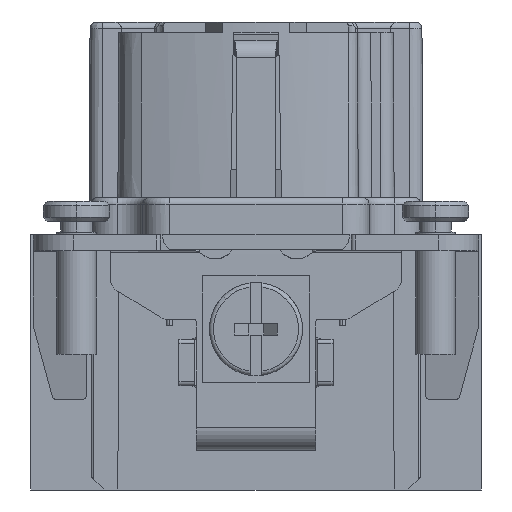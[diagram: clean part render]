
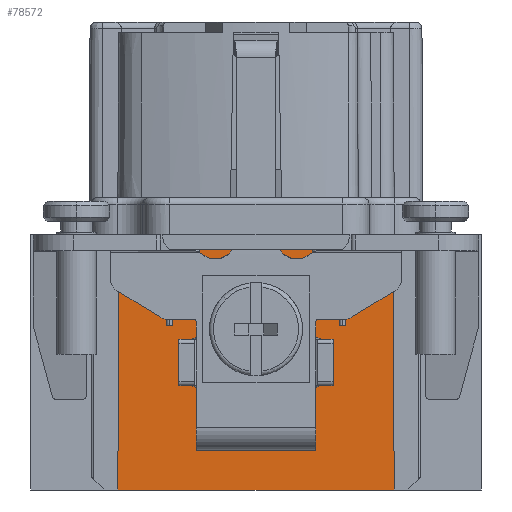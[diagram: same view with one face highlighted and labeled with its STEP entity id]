
A CAD part, front view. The second image highlights one B-rep face of the part: STEP entity #78572.
In plain terms, the highlighted planar face has unit normal (0, -1, 0).
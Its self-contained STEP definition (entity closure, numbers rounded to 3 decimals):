
#1350=DIRECTION('',(-1.,0.,0.));
#1351=VECTOR('',#1350,3.557);
#1352=CARTESIAN_POINT('',(10.3,-43.85,-3.8));
#1353=LINE('',#1352,#1351);
#1364=DIRECTION('',(-1.,0.,0.));
#1365=VECTOR('',#1364,3.757);
#1366=CARTESIAN_POINT('',(6.257,-43.85,-3.8));
#1367=LINE('',#1366,#1365);
#1390=DIRECTION('',(-1.,0.,0.));
#1391=VECTOR('',#1390,3.757);
#1392=CARTESIAN_POINT('',(-2.5,-43.85,-3.8));
#1393=LINE('',#1392,#1391);
#1404=DIRECTION('',(-1.,0.,0.));
#1405=VECTOR('',#1404,3.557);
#1406=CARTESIAN_POINT('',(-6.743,-43.85,-3.8));
#1407=LINE('',#1406,#1405);
#1973=DIRECTION('',(0.,0.,1.));
#1974=VECTOR('',#1973,1.2);
#1975=CARTESIAN_POINT('',(-4.5,-43.85,-18.9));
#1976=LINE('',#1975,#1974);
#1995=DIRECTION('',(1.,0.,0.));
#1996=VECTOR('',#1995,9.);
#1997=CARTESIAN_POINT('',(-4.5,-43.85,-17.7));
#1998=LINE('',#1997,#1996);
#1999=DIRECTION('',(0.,0.,-1.));
#2000=VECTOR('',#1999,1.2);
#2001=CARTESIAN_POINT('',(4.5,-43.85,-17.7));
#2002=LINE('',#2001,#2000);
#2021=DIRECTION('',(1.,0.,0.));
#2022=VECTOR('',#2021,9.);
#2023=CARTESIAN_POINT('',(-4.5,-43.85,-18.9));
#2024=LINE('',#2023,#2022);
#24305=DIRECTION('',(-1.,0.,0.));
#24306=VECTOR('',#24305,20.79);
#24307=CARTESIAN_POINT('',(10.395,-43.85,-21.9));
#24308=LINE('',#24307,#24306);
#35193=DIRECTION('',(0.,0.,1.));
#35194=VECTOR('',#35193,0.9);
#35195=CARTESIAN_POINT('',(2.5,-43.85,-3.8));
#35196=LINE('',#35195,#35194);
#35201=DIRECTION('',(-1.,0.,0.));
#35202=VECTOR('',#35201,5.);
#35203=CARTESIAN_POINT('',(2.5,-43.85,-2.9));
#35204=LINE('',#35203,#35202);
#35717=DIRECTION('',(0.,0.,1.));
#35718=VECTOR('',#35717,0.9);
#35719=CARTESIAN_POINT('',(-2.5,-43.85,-3.8));
#35720=LINE('',#35719,#35718);
#38319=DIRECTION('',(0.005,0.,-1.));
#38320=VECTOR('',#38319,18.1);
#38321=CARTESIAN_POINT('',(10.3,-43.85,-3.8));
#38322=LINE('',#38321,#38320);
#38327=DIRECTION('',(-0.005,0.,-1.));
#38328=VECTOR('',#38327,18.1);
#38329=CARTESIAN_POINT('',(-10.3,-43.85,-3.8));
#38330=LINE('',#38329,#38328);
#54622=CARTESIAN_POINT('',(-6.703,-43.85,-9.5));
#54623=CARTESIAN_POINT('',(-6.718,-43.85,-7.6));
#54624=CARTESIAN_POINT('',(-6.731,-43.85,-5.7));
#54625=CARTESIAN_POINT('',(-6.743,-43.85,-3.8));
#54658=CARTESIAN_POINT('',(-6.297,-43.85,-9.5));
#54659=CARTESIAN_POINT('',(-6.282,-43.85,-7.6));
#54660=CARTESIAN_POINT('',(-6.269,-43.85,-5.7));
#54661=CARTESIAN_POINT('',(-6.257,-43.85,-3.8));
#54670=DIRECTION('',(-1.,0.,0.));
#54671=VECTOR('',#54670,0.407);
#54672=CARTESIAN_POINT('',(-6.297,-43.85,-9.5));
#54673=LINE('',#54672,#54671);
#54688=CARTESIAN_POINT('',(6.297,-43.85,-9.5));
#54689=CARTESIAN_POINT('',(6.282,-43.85,-7.6));
#54690=CARTESIAN_POINT('',(6.269,-43.85,-5.7));
#54691=CARTESIAN_POINT('',(6.257,-43.85,-3.8));
#54724=CARTESIAN_POINT('',(6.703,-43.85,-9.5));
#54725=CARTESIAN_POINT('',(6.718,-43.85,-7.6));
#54726=CARTESIAN_POINT('',(6.731,-43.85,-5.7));
#54727=CARTESIAN_POINT('',(6.743,-43.85,-3.8));
#54736=DIRECTION('',(-1.,0.,0.));
#54737=VECTOR('',#54736,0.407);
#54738=CARTESIAN_POINT('',(6.703,-43.85,-9.5));
#54739=LINE('',#54738,#54737);
#54764=CARTESIAN_POINT('',(0.,-43.85,-9.8));
#54765=DIRECTION('',(0.,1.,0.));
#54766=DIRECTION('',(1.,0.,0.));
#54767=AXIS2_PLACEMENT_3D('',#54764,#54765,#54766);
#54823=CARTESIAN_POINT('',(0.,-43.85,-9.8));
#54824=DIRECTION('',(0.,1.,0.));
#54825=DIRECTION('',(-1.,0.,0.));
#54826=AXIS2_PLACEMENT_3D('',#54823,#54824,#54825);
#62964=CARTESIAN_POINT('',(-10.3,-43.85,-3.8));
#62965=CARTESIAN_POINT('',(-10.395,-43.85,-21.9));
#62966=VERTEX_POINT('',#62964);
#62967=VERTEX_POINT('',#62965);
#62968=CARTESIAN_POINT('',(10.3,-43.85,-3.8));
#62969=CARTESIAN_POINT('',(6.743,-43.85,-3.8));
#62970=VERTEX_POINT('',#62968);
#62971=VERTEX_POINT('',#62969);
#62972=CARTESIAN_POINT('',(6.257,-43.85,-3.8));
#62973=CARTESIAN_POINT('',(2.5,-43.85,-3.8));
#62974=VERTEX_POINT('',#62972);
#62975=VERTEX_POINT('',#62973);
#62976=CARTESIAN_POINT('',(-2.5,-43.85,-3.8));
#62977=CARTESIAN_POINT('',(-6.257,-43.85,-3.8));
#62978=VERTEX_POINT('',#62976);
#62979=VERTEX_POINT('',#62977);
#62980=CARTESIAN_POINT('',(-6.743,-43.85,-3.8));
#62981=VERTEX_POINT('',#62980);
#62983=CARTESIAN_POINT('',(2.5,-43.85,-2.9));
#62985=VERTEX_POINT('',#62983);
#62988=CARTESIAN_POINT('',(-2.5,-43.85,-2.9));
#62989=VERTEX_POINT('',#62988);
#62990=VERTEX_POINT('',#54688);
#62991=VERTEX_POINT('',#54724);
#62992=VERTEX_POINT('',#54658);
#62993=VERTEX_POINT('',#54622);
#62994=CARTESIAN_POINT('',(10.395,-43.85,-21.9));
#62995=VERTEX_POINT('',#62994);
#63012=CARTESIAN_POINT('',(4.5,-43.85,-17.7));
#63013=CARTESIAN_POINT('',(4.5,-43.85,-18.9));
#63014=VERTEX_POINT('',#63012);
#63015=VERTEX_POINT('',#63013);
#63016=CARTESIAN_POINT('',(-4.5,-43.85,-18.9));
#63017=CARTESIAN_POINT('',(-4.5,-43.85,-17.7));
#63018=VERTEX_POINT('',#63016);
#63019=VERTEX_POINT('',#63017);
#63044=CARTESIAN_POINT('',(2.,-43.85,-9.8));
#63045=CARTESIAN_POINT('',(-2.,-43.85,-9.8));
#63046=VERTEX_POINT('',#63044);
#63047=VERTEX_POINT('',#63045);
#78521=CARTESIAN_POINT('',(16.95,-43.85,-14.8));
#78522=DIRECTION('',(0.,1.,0.));
#78523=DIRECTION('',(-1.,0.,0.));
#78524=AXIS2_PLACEMENT_3D('',#78521,#78522,#78523);
#78525=PLANE('',#78524);
#78527=ORIENTED_EDGE('',*,*,#78526,.F.);
#78528=ORIENTED_EDGE('',*,*,#78502,.F.);
#78530=ORIENTED_EDGE('',*,*,#78529,.F.);
#78532=ORIENTED_EDGE('',*,*,#78531,.F.);
#78534=ORIENTED_EDGE('',*,*,#78533,.T.);
#78535=ORIENTED_EDGE('',*,*,#78492,.F.);
#78537=ORIENTED_EDGE('',*,*,#78536,.T.);
#78539=ORIENTED_EDGE('',*,*,#78538,.F.);
#78541=ORIENTED_EDGE('',*,*,#78540,.F.);
#78542=ORIENTED_EDGE('',*,*,#78479,.F.);
#78544=ORIENTED_EDGE('',*,*,#78543,.F.);
#78546=ORIENTED_EDGE('',*,*,#78545,.F.);
#78548=ORIENTED_EDGE('',*,*,#78547,.T.);
#78549=ORIENTED_EDGE('',*,*,#78469,.F.);
#78551=ORIENTED_EDGE('',*,*,#78550,.T.);
#78553=ORIENTED_EDGE('',*,*,#78552,.T.);
#78554=EDGE_LOOP('',(#78527,#78528,#78530,#78532,#78534,#78535,#78537,#78539,
#78541,#78542,#78544,#78546,#78548,#78549,#78551,#78553));
#78555=FACE_OUTER_BOUND('',#78554,.F.);
#78557=ORIENTED_EDGE('',*,*,#78556,.F.);
#78559=ORIENTED_EDGE('',*,*,#78558,.F.);
#78560=EDGE_LOOP('',(#78557,#78559));
#78561=FACE_BOUND('',#78560,.F.);
#78563=ORIENTED_EDGE('',*,*,#78562,.F.);
#78565=ORIENTED_EDGE('',*,*,#78564,.F.);
#78567=ORIENTED_EDGE('',*,*,#78566,.F.);
#78569=ORIENTED_EDGE('',*,*,#78568,.T.);
#78570=EDGE_LOOP('',(#78563,#78565,#78567,#78569));
#78571=FACE_BOUND('',#78570,.F.);
#78572=ADVANCED_FACE('',(#78555,#78561,#78571),#78525,.F.);
#54626=B_SPLINE_CURVE_WITH_KNOTS('',3,(#54622,#54623,#54624,#54625),
.UNSPECIFIED.,.F.,.F.,(4,4),(0.,1.),.UNSPECIFIED.);
#54662=B_SPLINE_CURVE_WITH_KNOTS('',3,(#54658,#54659,#54660,#54661),
.UNSPECIFIED.,.F.,.F.,(4,4),(0.,1.),.UNSPECIFIED.);
#54692=B_SPLINE_CURVE_WITH_KNOTS('',3,(#54688,#54689,#54690,#54691),
.UNSPECIFIED.,.F.,.F.,(4,4),(0.,1.),.UNSPECIFIED.);
#54728=B_SPLINE_CURVE_WITH_KNOTS('',3,(#54724,#54725,#54726,#54727),
.UNSPECIFIED.,.F.,.F.,(4,4),(0.,1.),.UNSPECIFIED.);
#54768=CIRCLE('',#54767,2.);
#54827=CIRCLE('',#54826,2.);
#78469=EDGE_CURVE('',#62970,#62971,#1353,.T.);
#78479=EDGE_CURVE('',#62974,#62975,#1367,.T.);
#78492=EDGE_CURVE('',#62978,#62979,#1393,.T.);
#78502=EDGE_CURVE('',#62981,#62966,#1407,.T.);
#78526=EDGE_CURVE('',#62966,#62967,#38330,.T.);
#78529=EDGE_CURVE('',#62993,#62981,#54626,.T.);
#78531=EDGE_CURVE('',#62992,#62993,#54673,.T.);
#78533=EDGE_CURVE('',#62992,#62979,#54662,.T.);
#78536=EDGE_CURVE('',#62978,#62989,#35720,.T.);
#78538=EDGE_CURVE('',#62985,#62989,#35204,.T.);
#78540=EDGE_CURVE('',#62975,#62985,#35196,.T.);
#78543=EDGE_CURVE('',#62990,#62974,#54692,.T.);
#78545=EDGE_CURVE('',#62991,#62990,#54739,.T.);
#78547=EDGE_CURVE('',#62991,#62971,#54728,.T.);
#78550=EDGE_CURVE('',#62970,#62995,#38322,.T.);
#78552=EDGE_CURVE('',#62995,#62967,#24308,.T.);
#78556=EDGE_CURVE('',#63046,#63047,#54768,.T.);
#78558=EDGE_CURVE('',#63047,#63046,#54827,.T.);
#78562=EDGE_CURVE('',#63014,#63015,#2002,.T.);
#78564=EDGE_CURVE('',#63019,#63014,#1998,.T.);
#78566=EDGE_CURVE('',#63018,#63019,#1976,.T.);
#78568=EDGE_CURVE('',#63018,#63015,#2024,.T.);
